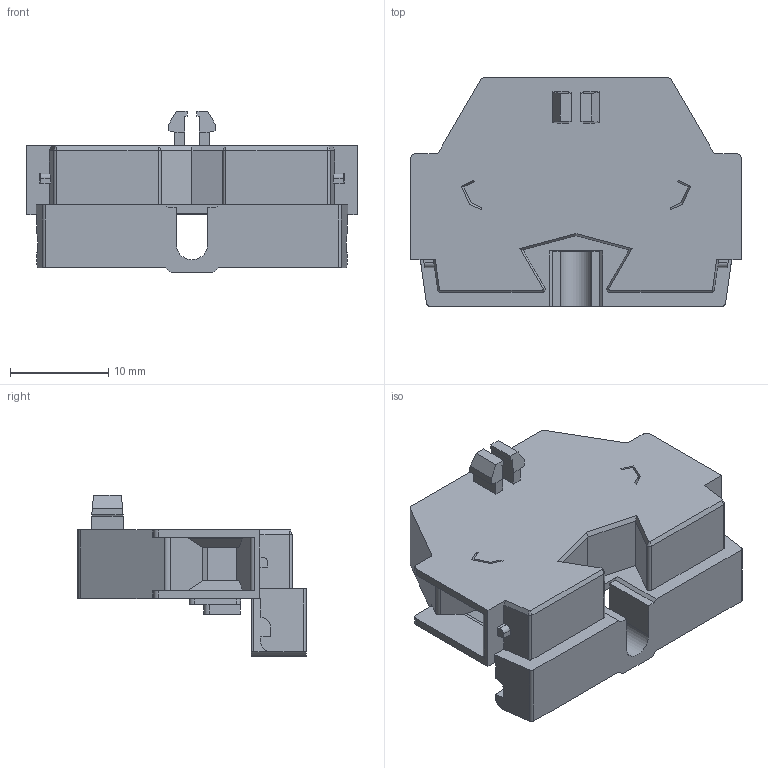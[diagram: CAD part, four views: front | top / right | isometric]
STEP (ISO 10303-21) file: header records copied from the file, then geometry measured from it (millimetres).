
FILE_DESCRIPTION((''),'2;1');
FILE_NAME('8YB759140','2024-02-29T',('dell'),(''),'PRO/ENGINEER BY PARAMETRIC TECHNOLOGY CORPORATION, 2013230','PRO/ENGINEER BY PARAMETRIC TECHNOLOGY CORPORATION, 2013230','');
FILE_SCHEMA(('AUTOMOTIVE_DESIGN { 1 0 10303 214 1 1 1 1 }'));
Length unit declared in the file: millimetre
Products named in the file (1): 8YB759140
Bounding box: 33.6 x 23.2 x 16.4 mm (x, y, z)
Volume: 3872.9 mm3; surface area: 3354.1 mm2
Topology: 1 solids, 1 shells, 252 faces, 708 edges, 463 vertices
Faces by surface type: plane 193, cylinder 55, cone 4
Entity records: 8129 total; most frequent: CARTESIAN_POINT 1500, ORIENTED_EDGE 1416, DIRECTION 1286, EDGE_CURVE 708, VECTOR 594, LINE 594, VERTEX_POINT 463, AXIS2_PLACEMENT_3D 346
